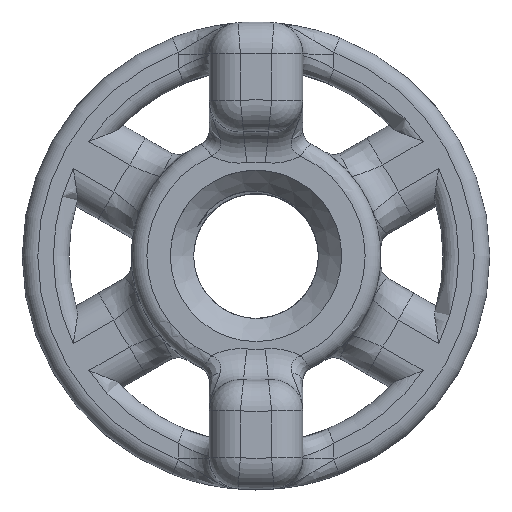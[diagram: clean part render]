
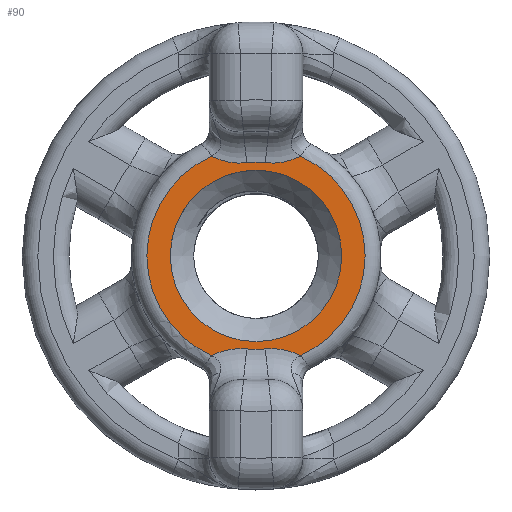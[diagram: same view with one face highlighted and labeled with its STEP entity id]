
A CAD part, top view. The second image highlights one B-rep face of the part: STEP entity #90.
In plain terms, the highlighted planar face has unit normal (0, 0, 1).
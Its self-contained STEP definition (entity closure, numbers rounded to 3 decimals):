
#90=ADVANCED_FACE('',(#1991,#1993),#1995,.T.);
#1991=FACE_BOUND('',#1992,.T.);
#1992=EDGE_LOOP('',(#4754,#4755,#4756,#4757,#4758,#4759,#4760,#4761));
#1993=FACE_BOUND('',#1994,.T.);
#1994=EDGE_LOOP('',(#4762));
#1995=PLANE('',#1996);
#1996=AXIS2_PLACEMENT_3D('',#1997,#1998,#1999);
#1997=CARTESIAN_POINT('',(0.,0.,6.));
#1998=DIRECTION('',(0.,0.,1.));
#1999=DIRECTION('',(0.,1.,0.));
#4754=ORIENTED_EDGE('',*,*,#5428,.T.);
#4755=ORIENTED_EDGE('',*,*,#5429,.F.);
#4756=ORIENTED_EDGE('',*,*,#5430,.F.);
#4757=ORIENTED_EDGE('',*,*,#5431,.F.);
#4758=ORIENTED_EDGE('',*,*,#5432,.T.);
#4759=ORIENTED_EDGE('',*,*,#5433,.F.);
#4760=ORIENTED_EDGE('',*,*,#5434,.F.);
#4761=ORIENTED_EDGE('',*,*,#5435,.F.);
#4762=ORIENTED_EDGE('',*,*,#5292,.T.);
#5292=EDGE_CURVE('',#5733,#5733,#5734,.F.);
#5428=EDGE_CURVE('',#5970,#5971,#5972,.T.);
#5429=EDGE_CURVE('',#5973,#5971,#5974,.T.);
#5430=EDGE_CURVE('',#5975,#5973,#5976,.T.);
#5431=EDGE_CURVE('',#5977,#5975,#5978,.F.);
#5432=EDGE_CURVE('',#5977,#5979,#5980,.T.);
#5433=EDGE_CURVE('',#5981,#5979,#5982,.T.);
#5434=EDGE_CURVE('',#5983,#5981,#5984,.T.);
#5435=EDGE_CURVE('',#5970,#5983,#5985,.F.);
#5733=VERTEX_POINT('',#7693);
#5734=CIRCLE('',#7694,2.75);
#5970=VERTEX_POINT('',#9098);
#5971=VERTEX_POINT('',#9099);
#5972=CIRCLE('',#9100,3.5);
#5973=VERTEX_POINT('',#9104);
#5974=CIRCLE('',#9105,2.);
#5975=VERTEX_POINT('',#9109);
#5976=CIRCLE('',#9110,3.);
#5977=VERTEX_POINT('',#9114);
#5978=CIRCLE('',#9115,2.);
#5979=VERTEX_POINT('',#9119);
#5980=CIRCLE('',#9120,3.5);
#5981=VERTEX_POINT('',#9124);
#5982=CIRCLE('',#9125,2.);
#5983=VERTEX_POINT('',#9129);
#5984=CIRCLE('',#9130,3.);
#5985=CIRCLE('',#9134,2.);
#7693=CARTESIAN_POINT('',(-2.75,0.,6.));
#7694=AXIS2_PLACEMENT_3D('',#7695,#7696,#7697);
#7695=CARTESIAN_POINT('',(0.,0.,6.));
#7696=DIRECTION('',(0.,0.,1.));
#7697=DIRECTION('',(-1.,0.,0.));
#9098=CARTESIAN_POINT('',(1.42,-3.199,6.));
#9099=CARTESIAN_POINT('',(1.42,3.199,6.));
#9100=AXIS2_PLACEMENT_3D('',#9101,#9102,#9103);
#9101=CARTESIAN_POINT('',(0.,0.,6.));
#9102=DIRECTION('',(0.,0.,1.));
#9103=DIRECTION('',(0.406,-0.914,0.));
#9104=CARTESIAN_POINT('',(0.3,2.985,6.));
#9105=AXIS2_PLACEMENT_3D('',#9106,#9107,#9108);
#9106=CARTESIAN_POINT('',(0.5,4.975,6.));
#9107=DIRECTION('',(0.,0.,1.));
#9108=DIRECTION('',(-0.1,-0.995,0.));
#9109=CARTESIAN_POINT('',(-0.3,2.985,6.));
#9110=AXIS2_PLACEMENT_3D('',#9111,#9112,#9113);
#9111=CARTESIAN_POINT('',(0.,0.,6.));
#9112=DIRECTION('',(0.,0.,-1.));
#9113=DIRECTION('',(-0.1,0.995,0.));
#9114=CARTESIAN_POINT('',(-1.42,3.199,6.));
#9115=AXIS2_PLACEMENT_3D('',#9116,#9117,#9118);
#9116=CARTESIAN_POINT('',(-0.5,4.975,6.));
#9117=DIRECTION('',(0.,0.,-1.));
#9118=DIRECTION('',(0.1,-0.995,0.));
#9119=CARTESIAN_POINT('',(-1.42,-3.199,6.));
#9120=AXIS2_PLACEMENT_3D('',#9121,#9122,#9123);
#9121=CARTESIAN_POINT('',(0.,0.,6.));
#9122=DIRECTION('',(0.,0.,1.));
#9123=DIRECTION('',(-0.406,0.914,0.));
#9124=CARTESIAN_POINT('',(-0.3,-2.985,6.));
#9125=AXIS2_PLACEMENT_3D('',#9126,#9127,#9128);
#9126=CARTESIAN_POINT('',(-0.5,-4.975,6.));
#9127=DIRECTION('',(0.,0.,1.));
#9128=DIRECTION('',(0.1,0.995,0.));
#9129=CARTESIAN_POINT('',(0.3,-2.985,6.));
#9130=AXIS2_PLACEMENT_3D('',#9131,#9132,#9133);
#9131=CARTESIAN_POINT('',(0.,0.,6.));
#9132=DIRECTION('',(0.,0.,-1.));
#9133=DIRECTION('',(0.1,-0.995,0.));
#9134=AXIS2_PLACEMENT_3D('',#9135,#9136,#9137);
#9135=CARTESIAN_POINT('',(0.5,-4.975,6.));
#9136=DIRECTION('',(0.,0.,-1.));
#9137=DIRECTION('',(-0.1,0.995,0.));
